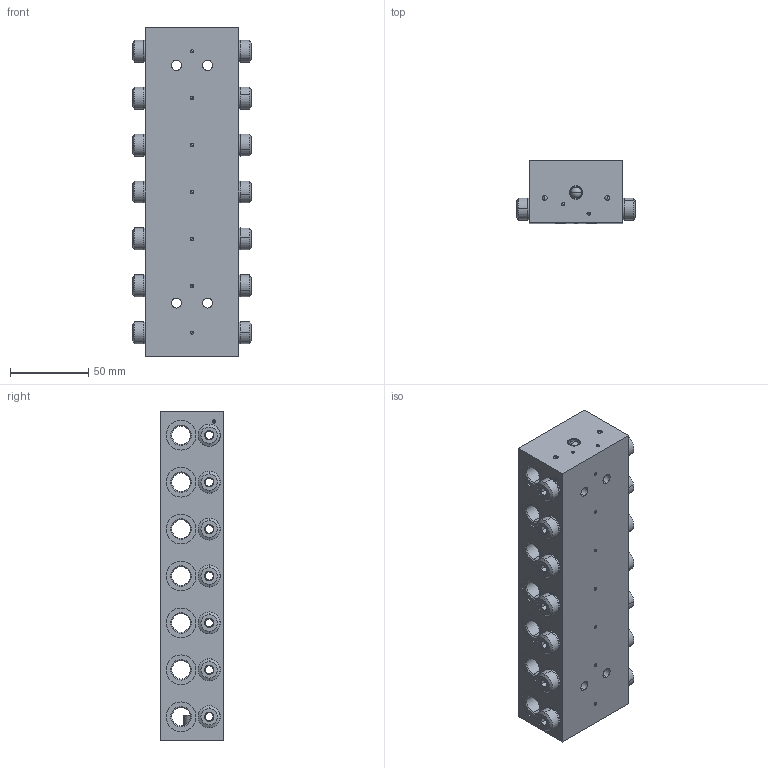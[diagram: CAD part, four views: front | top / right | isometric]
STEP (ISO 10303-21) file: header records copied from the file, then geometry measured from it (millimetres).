
FILE_DESCRIPTION (( 'STEP AP203' ), '1' );
FILE_NAME ('6002007-SKSL14.STEP', '2025-02-28T07:47:57', ( '' ), ( '' ), 'SwSTEP 2.0', 'SolidWorks 2020', '' );
FILE_SCHEMA (( 'CONFIG_CONTROL_DESIGN' ));
Products named in the file (1): 6002007-SKSL14
Bounding box: 75.6 x 40 x 210 mm (x, y, z)
Surface area: 69351.8 mm2 (no closed solid volume)
Topology: 0 solids, 70 shells, 763 faces, 3203 edges, 2419 vertices
Faces by surface type: plane 289, cylinder 207, bspline 91, cone 88, sphere 60, torus 28
Entity records: 45001 total; most frequent: CARTESIAN_POINT 22018, ORIENTED_EDGE 4398, DIRECTION 3917, EDGE_CURVE 3053, VERTEX_POINT 2329, AXIS2_PLACEMENT_3D 1306, LINE 1305, VECTOR 1305
